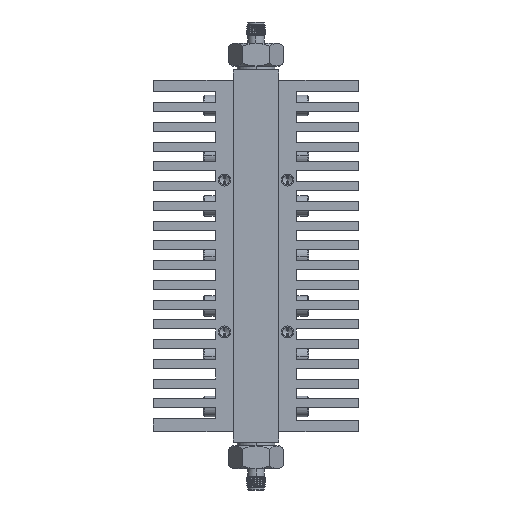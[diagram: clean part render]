
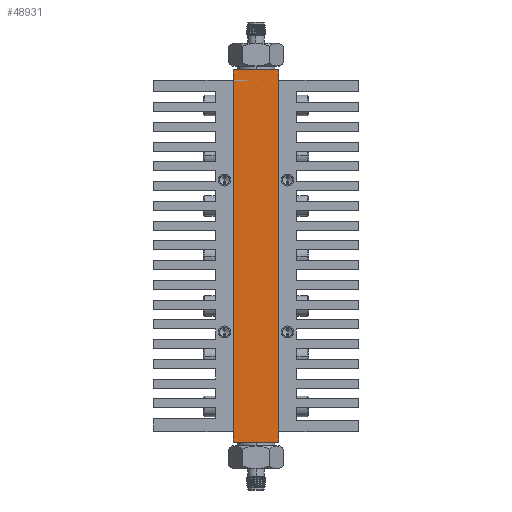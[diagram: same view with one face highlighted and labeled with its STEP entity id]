
A CAD part, left-side view. The second image highlights one B-rep face of the part: STEP entity #48931.
In plain terms, the highlighted planar face has unit normal (-1, 0, 0).
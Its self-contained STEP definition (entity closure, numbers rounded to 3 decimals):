
#61 = VERTEX_POINT ( 'NONE', #30828 ) ;
#719 = ORIENTED_EDGE ( 'NONE', *, *, #17470, .F. ) ;
#1098 = EDGE_CURVE ( 'NONE', #35133, #37052, #29812, .T. ) ;
#3152 = EDGE_CURVE ( 'NONE', #11448, #46036, #7809, .T. ) ;
#3886 = ORIENTED_EDGE ( 'NONE', *, *, #54778, .T. ) ;
#4230 = EDGE_CURVE ( 'NONE', #35622, #11448, #57601, .T. ) ;
#5527 = EDGE_CURVE ( 'NONE', #61, #32372, #38153, .T. ) ;
#5819 = CARTESIAN_POINT ( 'NONE',  ( -1.05, -0.299, 2.45 ) ) ;
#6220 = CARTESIAN_POINT ( 'NONE',  ( -1.05, -0.299, -2.45 ) ) ;
#6227 = DIRECTION ( 'NONE',  ( 0., 1., 0. ) ) ;
#7370 = CARTESIAN_POINT ( 'NONE',  ( -1.05, 0.299, 2.45 ) ) ;
#7448 = CARTESIAN_POINT ( 'NONE',  ( -1.05, -0.299, 2.45 ) ) ;
#7809 = LINE ( 'NONE', #21574, #26763 ) ;
#7984 = CARTESIAN_POINT ( 'NONE',  ( -1.05, -0.299, 2.31 ) ) ;
#8134 = CARTESIAN_POINT ( 'NONE',  ( -1.05, -0.299, -19685.039 ) ) ;
#8256 = DIRECTION ( 'NONE',  ( 0., 0., -1. ) ) ;
#8433 = EDGE_LOOP ( 'NONE', ( #22224, #719, #16866, #9204, #36126, #40727, #33438, #3886 ) ) ;
#8527 = DIRECTION ( 'NONE',  ( 0., 0., -1. ) ) ;
#9204 = ORIENTED_EDGE ( 'NONE', *, *, #1098, .F. ) ;
#11448 = VERTEX_POINT ( 'NONE', #57251 ) ;
#13267 = VECTOR ( 'NONE', #8527, 39.37 ) ;
#14742 = CARTESIAN_POINT ( 'NONE',  ( -1.05, 0.299, 2.45 ) ) ;
#16866 = ORIENTED_EDGE ( 'NONE', *, *, #34966, .T. ) ;
#17470 = EDGE_CURVE ( 'NONE', #20261, #32372, #46112, .T. ) ;
#20261 = VERTEX_POINT ( 'NONE', #58019 ) ;
#21226 = FACE_OUTER_BOUND ( 'NONE', #8433, .T. ) ;
#21574 = CARTESIAN_POINT ( 'NONE',  ( -1.05, 0.299, 2.45 ) ) ;
#22224 = ORIENTED_EDGE ( 'NONE', *, *, #5527, .T. ) ;
#22629 = CARTESIAN_POINT ( 'NONE',  ( -1.05, -0.299, 2.45 ) ) ;
#23403 = CARTESIAN_POINT ( 'NONE',  ( -1.05, 0.299, 2.45 ) ) ;
#25206 = DIRECTION ( 'NONE',  ( 0., -1., 0. ) ) ;
#26763 = VECTOR ( 'NONE', #45975, 39.37 ) ;
#29148 = CARTESIAN_POINT ( 'NONE',  ( -1.05, 0.299, -2.31 ) ) ;
#29366 = DIRECTION ( 'NONE',  ( 0., -1., 0. ) ) ;
#29812 = LINE ( 'NONE', #44534, #38740 ) ;
#30828 = CARTESIAN_POINT ( 'NONE',  ( -1.05, 0.299, -2.45 ) ) ;
#32372 = VERTEX_POINT ( 'NONE', #53701 ) ;
#32836 = LINE ( 'NONE', #5819, #39254 ) ;
#33438 = ORIENTED_EDGE ( 'NONE', *, *, #3152, .T. ) ;
#34966 = EDGE_CURVE ( 'NONE', #20261, #37052, #35974, .T. ) ;
#35129 = VECTOR ( 'NONE', #8256, 39.37 ) ;
#35133 = VERTEX_POINT ( 'NONE', #7448 ) ;
#35622 = VERTEX_POINT ( 'NONE', #7370 ) ;
#35974 = LINE ( 'NONE', #8134, #55613 ) ;
#36126 = ORIENTED_EDGE ( 'NONE', *, *, #47743, .F. ) ;
#37052 = VERTEX_POINT ( 'NONE', #7984 ) ;
#38153 = LINE ( 'NONE', #6220, #58269 ) ;
#38740 = VECTOR ( 'NONE', #49534, 39.37 ) ;
#39254 = VECTOR ( 'NONE', #25206, 39.37 ) ;
#39995 = CARTESIAN_POINT ( 'NONE',  ( -1.05, -0.299, 2.45 ) ) ;
#40727 = ORIENTED_EDGE ( 'NONE', *, *, #4230, .T. ) ;
#42496 = LINE ( 'NONE', #23403, #44008 ) ;
#44008 = VECTOR ( 'NONE', #47186, 39.37 ) ;
#44079 = PLANE ( 'NONE',  #51718 ) ;
#44534 = CARTESIAN_POINT ( 'NONE',  ( -1.05, -0.299, 2.45 ) ) ;
#45975 = DIRECTION ( 'NONE',  ( 0., 0., -1. ) ) ;
#46036 = VERTEX_POINT ( 'NONE', #29148 ) ;
#46112 = LINE ( 'NONE', #22629, #35129 ) ;
#47186 = DIRECTION ( 'NONE',  ( 0., 0., -1. ) ) ;
#47743 = EDGE_CURVE ( 'NONE', #35622, #35133, #32836, .T. ) ;
#48931 = ADVANCED_FACE ( 'NONE', ( #21226 ), #44079, .F. ) ;
#49534 = DIRECTION ( 'NONE',  ( 0., 0., -1. ) ) ;
#51718 = AXIS2_PLACEMENT_3D ( 'NONE', #39995, #58460, #6227 ) ;
#53701 = CARTESIAN_POINT ( 'NONE',  ( -1.05, -0.299, -2.45 ) ) ;
#54778 = EDGE_CURVE ( 'NONE', #46036, #61, #42496, .T. ) ;
#55065 = DIRECTION ( 'NONE',  ( 0., 0., 1. ) ) ;
#55613 = VECTOR ( 'NONE', #55065, 39.37 ) ;
#57251 = CARTESIAN_POINT ( 'NONE',  ( -1.05, 0.299, 2.31 ) ) ;
#57601 = LINE ( 'NONE', #14742, #13267 ) ;
#58019 = CARTESIAN_POINT ( 'NONE',  ( -1.05, -0.299, -2.31 ) ) ;
#58269 = VECTOR ( 'NONE', #29366, 39.37 ) ;
#58460 = DIRECTION ( 'NONE',  ( 1., 0., 0. ) ) ;
